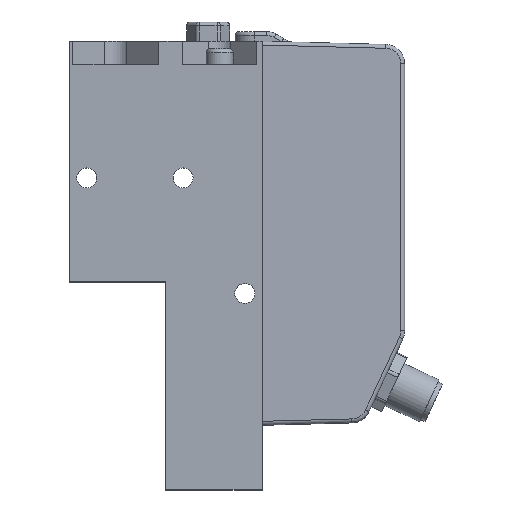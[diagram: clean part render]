
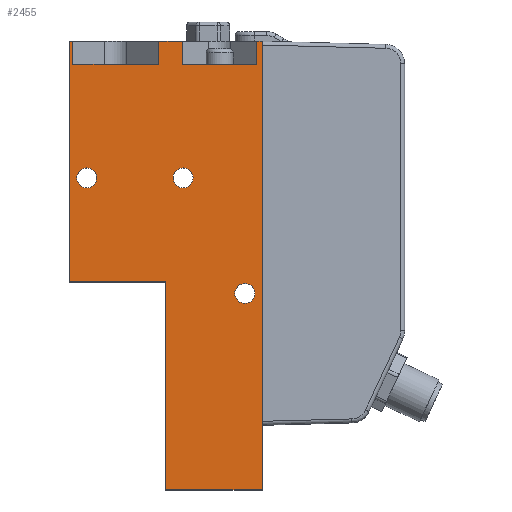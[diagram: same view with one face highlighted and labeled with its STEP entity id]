
A CAD part, top view. The second image highlights one B-rep face of the part: STEP entity #2455.
In plain terms, the highlighted planar face has unit normal (0, 0, 1).
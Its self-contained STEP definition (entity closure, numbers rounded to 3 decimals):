
#45=FACE_BOUND('',#531,.T.);
#46=FACE_BOUND('',#532,.T.);
#47=FACE_BOUND('',#533,.T.);
#206=PLANE('',#2752);
#373=FACE_OUTER_BOUND('',#530,.T.);
#530=EDGE_LOOP('',(#2240,#2241,#2242,#2243,#2244,#2245,#2246,#2247,#2248,
#2249,#2250,#2251,#2252,#2253,#2254,#2255));
#531=EDGE_LOOP('',(#2256));
#532=EDGE_LOOP('',(#2257));
#533=EDGE_LOOP('',(#2258));
#567=LINE('',#3623,#758);
#570=LINE('',#3631,#761);
#573=LINE('',#3639,#764);
#683=LINE('',#4219,#874);
#685=LINE('',#4226,#876);
#687=LINE('',#4229,#878);
#697=LINE('',#4250,#888);
#699=LINE('',#4255,#890);
#701=LINE('',#4258,#892);
#714=LINE('',#4310,#905);
#715=LINE('',#4312,#906);
#717=LINE('',#4317,#908);
#719=LINE('',#4321,#910);
#721=LINE('',#4325,#912);
#723=LINE('',#4328,#914);
#724=LINE('',#4330,#915);
#758=VECTOR('',#2874,10.);
#761=VECTOR('',#2879,10.);
#764=VECTOR('',#2884,10.);
#874=VECTOR('',#3372,10.);
#876=VECTOR('',#3380,10.);
#878=VECTOR('',#3384,10.);
#888=VECTOR('',#3406,10.);
#890=VECTOR('',#3412,10.);
#892=VECTOR('',#3416,10.);
#905=VECTOR('',#3475,10.);
#906=VECTOR('',#3478,10.);
#908=VECTOR('',#3482,10.);
#910=VECTOR('',#3486,10.);
#912=VECTOR('',#3490,10.);
#914=VECTOR('',#3494,10.);
#915=VECTOR('',#3497,10.);
#1038=CIRCLE('',#2740,2.6);
#1039=CIRCLE('',#2742,2.6);
#1040=CIRCLE('',#2744,2.6);
#1077=VERTEX_POINT('',#3620);
#1078=VERTEX_POINT('',#3622);
#1081=VERTEX_POINT('',#3628);
#1082=VERTEX_POINT('',#3630);
#1085=VERTEX_POINT('',#3636);
#1086=VERTEX_POINT('',#3638);
#1191=VERTEX_POINT('',#4031);
#1205=VERTEX_POINT('',#4142);
#1222=VERTEX_POINT('',#4217);
#1224=VERTEX_POINT('',#4225);
#1229=VERTEX_POINT('',#4248);
#1230=VERTEX_POINT('',#4254);
#1244=VERTEX_POINT('',#4298);
#1245=VERTEX_POINT('',#4302);
#1246=VERTEX_POINT('',#4306);
#1247=VERTEX_POINT('',#4314);
#1248=VERTEX_POINT('',#4316);
#1249=VERTEX_POINT('',#4320);
#1250=VERTEX_POINT('',#4324);
#1308=EDGE_CURVE('',#1078,#1077,#567,.T.);
#1312=EDGE_CURVE('',#1082,#1081,#570,.T.);
#1316=EDGE_CURVE('',#1086,#1085,#573,.T.);
#1531=EDGE_CURVE('',#1085,#1222,#683,.T.);
#1534=EDGE_CURVE('',#1224,#1082,#685,.T.);
#1536=EDGE_CURVE('',#1222,#1224,#687,.T.);
#1547=EDGE_CURVE('',#1081,#1229,#697,.T.);
#1549=EDGE_CURVE('',#1230,#1078,#699,.T.);
#1551=EDGE_CURVE('',#1229,#1230,#701,.T.);
#1570=EDGE_CURVE('',#1244,#1244,#1038,.T.);
#1572=EDGE_CURVE('',#1245,#1245,#1039,.T.);
#1574=EDGE_CURVE('',#1246,#1246,#1040,.T.);
#1576=EDGE_CURVE('',#1191,#1205,#714,.T.);
#1577=EDGE_CURVE('',#1205,#1086,#715,.T.);
#1579=EDGE_CURVE('',#1248,#1247,#717,.T.);
#1581=EDGE_CURVE('',#1249,#1248,#719,.T.);
#1583=EDGE_CURVE('',#1250,#1249,#721,.T.);
#1585=EDGE_CURVE('',#1077,#1250,#723,.T.);
#1586=EDGE_CURVE('',#1247,#1191,#724,.T.);
#2240=ORIENTED_EDGE('',*,*,#1534,.T.);
#2241=ORIENTED_EDGE('',*,*,#1312,.T.);
#2242=ORIENTED_EDGE('',*,*,#1547,.T.);
#2243=ORIENTED_EDGE('',*,*,#1551,.T.);
#2244=ORIENTED_EDGE('',*,*,#1549,.T.);
#2245=ORIENTED_EDGE('',*,*,#1308,.T.);
#2246=ORIENTED_EDGE('',*,*,#1585,.T.);
#2247=ORIENTED_EDGE('',*,*,#1583,.T.);
#2248=ORIENTED_EDGE('',*,*,#1581,.T.);
#2249=ORIENTED_EDGE('',*,*,#1579,.T.);
#2250=ORIENTED_EDGE('',*,*,#1586,.T.);
#2251=ORIENTED_EDGE('',*,*,#1576,.T.);
#2252=ORIENTED_EDGE('',*,*,#1577,.T.);
#2253=ORIENTED_EDGE('',*,*,#1316,.T.);
#2254=ORIENTED_EDGE('',*,*,#1531,.T.);
#2255=ORIENTED_EDGE('',*,*,#1536,.T.);
#2256=ORIENTED_EDGE('',*,*,#1570,.T.);
#2257=ORIENTED_EDGE('',*,*,#1572,.T.);
#2258=ORIENTED_EDGE('',*,*,#1574,.T.);
#2455=ADVANCED_FACE('',(#373,#45,#46,#47),#206,.T.);
#2740=AXIS2_PLACEMENT_3D('',#4299,#3460,#3461);
#2742=AXIS2_PLACEMENT_3D('',#4303,#3465,#3466);
#2744=AXIS2_PLACEMENT_3D('',#4307,#3470,#3471);
#2752=AXIS2_PLACEMENT_3D('',#4331,#3498,#3499);
#2874=DIRECTION('',(-1.,0.,0.));
#2879=DIRECTION('',(-1.,0.,0.));
#2884=DIRECTION('',(-1.,0.,0.));
#3372=DIRECTION('',(0.,-1.,0.));
#3380=DIRECTION('',(0.,1.,0.));
#3384=DIRECTION('',(-1.,0.,0.));
#3406=DIRECTION('',(0.,-1.,0.));
#3412=DIRECTION('',(0.,1.,0.));
#3416=DIRECTION('',(-1.,0.,0.));
#3460=DIRECTION('center_axis',(0.,0.,-1.));
#3461=DIRECTION('ref_axis',(-1.,0.,0.));
#3465=DIRECTION('center_axis',(0.,0.,-1.));
#3466=DIRECTION('ref_axis',(-1.,0.,0.));
#3470=DIRECTION('center_axis',(0.,0.,-1.));
#3471=DIRECTION('ref_axis',(-1.,0.,0.));
#3475=DIRECTION('',(0.,1.,0.));
#3478=DIRECTION('',(0.,1.,0.));
#3482=DIRECTION('',(1.,0.,0.));
#3486=DIRECTION('',(0.,-1.,0.));
#3490=DIRECTION('',(1.,0.,0.));
#3494=DIRECTION('',(0.,-1.,0.));
#3497=DIRECTION('',(0.,1.,0.));
#3498=DIRECTION('center_axis',(0.,0.,1.));
#3499=DIRECTION('ref_axis',(1.,0.,0.));
#3620=CARTESIAN_POINT('',(-50.,116.5,25.));
#3622=CARTESIAN_POINT('',(-49.157,116.5,25.));
#3623=CARTESIAN_POINT('',(0.,116.5,25.));
#3628=CARTESIAN_POINT('',(-26.843,116.5,25.));
#3630=CARTESIAN_POINT('',(-20.657,116.5,25.));
#3631=CARTESIAN_POINT('',(0.,116.5,25.));
#3636=CARTESIAN_POINT('',(-1.343,116.5,25.));
#3638=CARTESIAN_POINT('',(0.,116.5,25.));
#3639=CARTESIAN_POINT('',(0.,116.5,25.));
#4031=CARTESIAN_POINT('',(0.,17.8,25.));
#4142=CARTESIAN_POINT('',(0.,115.49,25.));
#4217=CARTESIAN_POINT('',(-1.343,110.5,25.));
#4219=CARTESIAN_POINT('',(-1.343,92.235,25.));
#4225=CARTESIAN_POINT('',(-20.657,110.5,25.));
#4226=CARTESIAN_POINT('',(-20.657,92.235,25.));
#4229=CARTESIAN_POINT('',(3.055,110.5,25.));
#4248=CARTESIAN_POINT('',(-26.843,110.5,25.));
#4250=CARTESIAN_POINT('',(-26.843,92.235,25.));
#4254=CARTESIAN_POINT('',(-49.157,110.5,25.));
#4255=CARTESIAN_POINT('',(-49.157,92.235,25.));
#4258=CARTESIAN_POINT('',(-10.445,110.5,25.));
#4298=CARTESIAN_POINT('',(-17.9,81.,25.));
#4299=CARTESIAN_POINT('Origin',(-20.5,81.,25.));
#4302=CARTESIAN_POINT('',(-42.9,81.,25.));
#4303=CARTESIAN_POINT('Origin',(-45.5,81.,25.));
#4306=CARTESIAN_POINT('',(-1.9,51.,25.));
#4307=CARTESIAN_POINT('Origin',(-4.5,51.,25.));
#4310=CARTESIAN_POINT('',(0.,33.985,25.));
#4312=CARTESIAN_POINT('',(0.,33.985,25.));
#4314=CARTESIAN_POINT('',(0.,0.,25.));
#4316=CARTESIAN_POINT('',(-25.,0.,25.));
#4317=CARTESIAN_POINT('',(-25.,0.,25.));
#4320=CARTESIAN_POINT('',(-25.,54.,25.));
#4321=CARTESIAN_POINT('',(-25.,54.,25.));
#4324=CARTESIAN_POINT('',(-50.,54.,25.));
#4325=CARTESIAN_POINT('',(-50.,54.,25.));
#4328=CARTESIAN_POINT('',(-50.,116.5,25.));
#4330=CARTESIAN_POINT('',(0.,0.,25.));
#4331=CARTESIAN_POINT('Origin',(17.109,67.97,25.));
